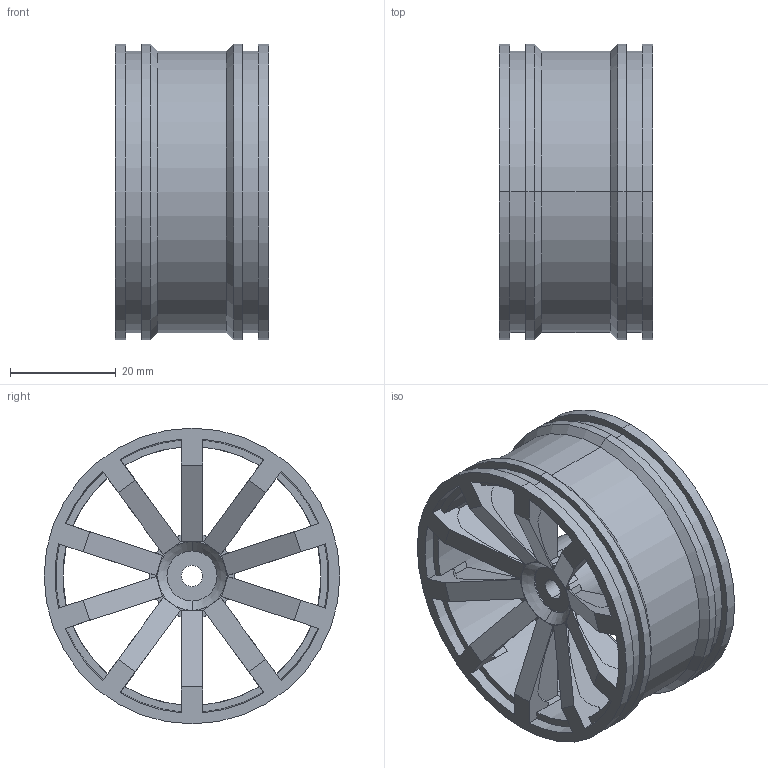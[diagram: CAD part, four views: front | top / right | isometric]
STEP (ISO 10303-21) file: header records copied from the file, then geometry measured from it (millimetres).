
FILE_DESCRIPTION (( 'STEP AP203' ), '1' );
FILE_NAME ('blue_wheel_frame_Default_sldprt.step_Default_sldprt.STEP', '2022-09-20T08:33:57', ( '' ), ( '' ), 'SwSTEP 2.0', 'SolidWorks 2020', '' );
FILE_SCHEMA (( 'CONFIG_CONTROL_DESIGN' ));
Length unit declared in the file: millimetre
Products named in the file (1): blue_wheel_frame_Default_sldprt.step_Default_sldprt
Bounding box: 29 x 56 x 56 mm (x, y, z)
Volume: 14975.8 mm3; surface area: 16186.8 mm2
Topology: 1 solids, 1 shells, 204 faces, 552 edges, 338 vertices
Faces by surface type: plane 146, cylinder 22, bspline 20, cone 16
Entity records: 6943 total; most frequent: CARTESIAN_POINT 1815, ORIENTED_EDGE 1104, DIRECTION 988, EDGE_CURVE 552, VECTOR 366, LINE 366, VERTEX_POINT 338, AXIS2_PLACEMENT_3D 311
